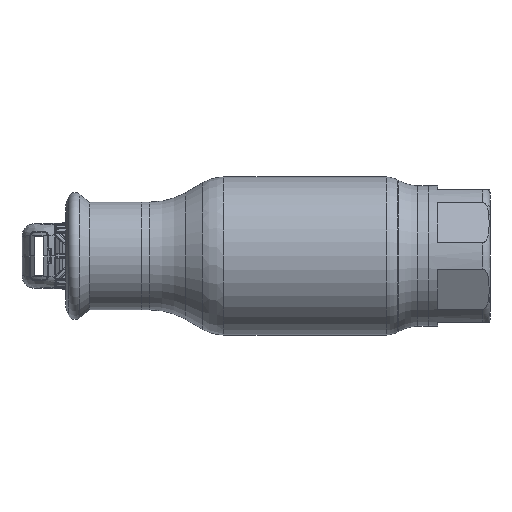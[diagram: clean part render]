
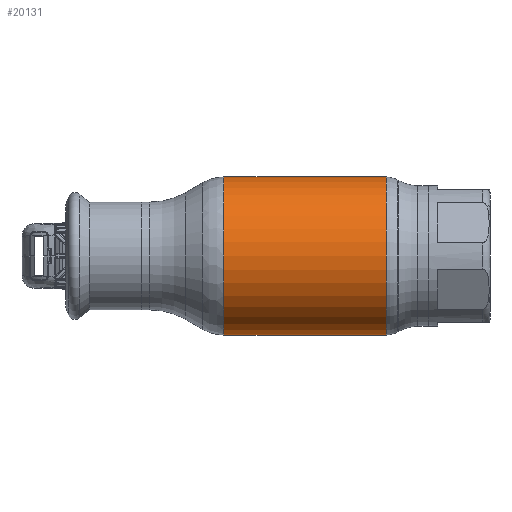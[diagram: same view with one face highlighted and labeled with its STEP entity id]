
A CAD part, front view. The second image highlights one B-rep face of the part: STEP entity #20131.
In plain terms, the highlighted cylindrical face has radius 33.34 mm (diameter 66.68 mm), a partial arc.
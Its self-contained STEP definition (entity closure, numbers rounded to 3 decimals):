
#2431 = DIRECTION ( 'NONE',  ( -1., 0., 0. ) ) ;
#2806 = VECTOR ( 'NONE', #50739, 1000. ) ;
#4671 = ORIENTED_EDGE ( 'NONE', *, *, #25535, .F. ) ;
#4907 = DIRECTION ( 'NONE',  ( 0., 0., 1. ) ) ;
#4917 = CARTESIAN_POINT ( 'NONE',  ( -62.69, 0., 33.34 ) ) ;
#5898 = DIRECTION ( 'NONE',  ( 0., 0., 1. ) ) ;
#6846 = CARTESIAN_POINT ( 'NONE',  ( -34.177, 0., 0. ) ) ;
#7641 = VERTEX_POINT ( 'NONE', #27531 ) ;
#7827 = VERTEX_POINT ( 'NONE', #34430 ) ;
#7876 = CYLINDRICAL_SURFACE ( 'NONE', #42208, 33.34 ) ;
#9839 = EDGE_LOOP ( 'NONE', ( #4671, #31222, #36939, #14631 ) ) ;
#11992 = LINE ( 'NONE', #4917, #2806 ) ;
#14631 = ORIENTED_EDGE ( 'NONE', *, *, #53969, .F. ) ;
#15063 = AXIS2_PLACEMENT_3D ( 'NONE', #15277, #20653, #4907 ) ;
#15277 = CARTESIAN_POINT ( 'NONE',  ( 34.177, 0., 0. ) ) ;
#15828 = VERTEX_POINT ( 'NONE', #43671 ) ;
#18013 = CIRCLE ( 'NONE', #47770, 33.34 ) ;
#18015 = VECTOR ( 'NONE', #2431, 1000. ) ;
#20131 = ADVANCED_FACE ( 'NONE', ( #24850 ), #7876, .T. ) ;
#20575 = DIRECTION ( 'NONE',  ( -1., 0., 0. ) ) ;
#20653 = DIRECTION ( 'NONE',  ( -1., 0., 0. ) ) ;
#24850 = FACE_OUTER_BOUND ( 'NONE', #9839, .T. ) ;
#24975 = CIRCLE ( 'NONE', #15063, 33.34 ) ;
#25061 = EDGE_CURVE ( 'NONE', #7641, #61568, #24975, .T. ) ;
#25535 = EDGE_CURVE ( 'NONE', #7641, #15828, #39657, .T. ) ;
#27531 = CARTESIAN_POINT ( 'NONE',  ( 34.177, 0., -33.34 ) ) ;
#31222 = ORIENTED_EDGE ( 'NONE', *, *, #25061, .T. ) ;
#34430 = CARTESIAN_POINT ( 'NONE',  ( -34.177, 0., 33.34 ) ) ;
#36177 = CARTESIAN_POINT ( 'NONE',  ( 34.177, 0., 33.34 ) ) ;
#36939 = ORIENTED_EDGE ( 'NONE', *, *, #60248, .T. ) ;
#39657 = LINE ( 'NONE', #46929, #18015 ) ;
#41204 = DIRECTION ( 'NONE',  ( 0., 0., 1. ) ) ;
#41416 = DIRECTION ( 'NONE',  ( -1., 0., 0. ) ) ;
#42208 = AXIS2_PLACEMENT_3D ( 'NONE', #60522, #20575, #5898 ) ;
#43671 = CARTESIAN_POINT ( 'NONE',  ( -34.177, 0., -33.34 ) ) ;
#46929 = CARTESIAN_POINT ( 'NONE',  ( -62.69, 0., -33.34 ) ) ;
#47770 = AXIS2_PLACEMENT_3D ( 'NONE', #6846, #41416, #41204 ) ;
#50739 = DIRECTION ( 'NONE',  ( -1., 0., 0. ) ) ;
#53969 = EDGE_CURVE ( 'NONE', #15828, #7827, #18013, .T. ) ;
#60248 = EDGE_CURVE ( 'NONE', #61568, #7827, #11992, .T. ) ;
#60522 = CARTESIAN_POINT ( 'NONE',  ( -62.69, 0., 0. ) ) ;
#61568 = VERTEX_POINT ( 'NONE', #36177 ) ;
